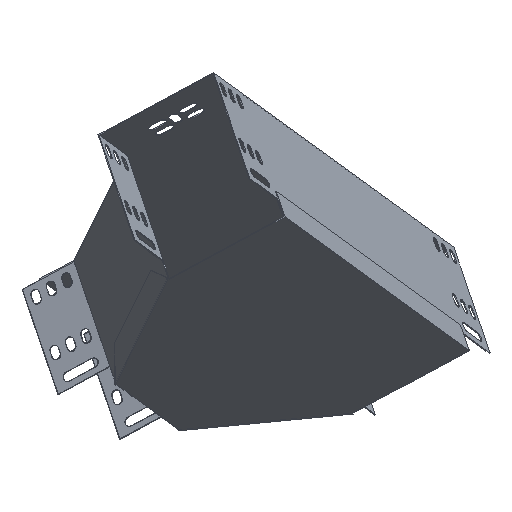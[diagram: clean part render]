
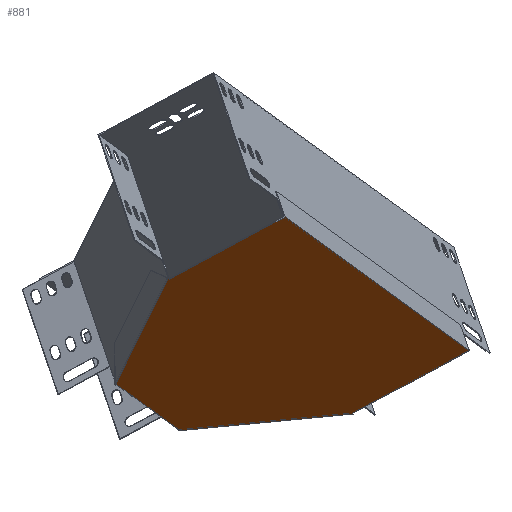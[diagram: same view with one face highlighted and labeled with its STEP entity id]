
A CAD part, front view. The second image highlights one B-rep face of the part: STEP entity #881.
In plain terms, the highlighted planar face has unit normal (0.283, -0.485, -0.827).
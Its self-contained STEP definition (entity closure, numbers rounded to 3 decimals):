
#699 = ORIENTED_EDGE ( 'NONE', *, *, #7799, .T. ) ;
#833 = ORIENTED_EDGE ( 'NONE', *, *, #4053, .F. ) ;
#881 = ADVANCED_FACE ( 'NONE', ( #9068 ), #1856, .F. ) ;
#933 = ORIENTED_EDGE ( 'NONE', *, *, #6397, .F. ) ;
#939 = CARTESIAN_POINT ( 'NONE',  ( -66.585, 275.401, 39.657 ) ) ;
#1049 = CARTESIAN_POINT ( 'NONE',  ( -66.199, 274.302, 40.434 ) ) ;
#1086 = CARTESIAN_POINT ( 'NONE',  ( -67.624, 274.966, 39.557 ) ) ;
#1380 = VECTOR ( 'NONE', #5565, 1000. ) ;
#1632 = EDGE_CURVE ( 'NONE', #4987, #6087, #5190, .T. ) ;
#1681 = VECTOR ( 'NONE', #3476, 1000. ) ;
#1846 = CARTESIAN_POINT ( 'NONE',  ( 63.561, 329.212, 52.58 ) ) ;
#1852 = CARTESIAN_POINT ( 'NONE',  ( -73.611, 79.674, 152.109 ) ) ;
#1856 = PLANE ( 'NONE',  #5152 ) ;
#2081 = CARTESIAN_POINT ( 'NONE',  ( 63.341, 329.84, 52.136 ) ) ;
#2479 = ORIENTED_EDGE ( 'NONE', *, *, #6654, .F. ) ;
#2590 = VERTEX_POINT ( 'NONE', #1049 ) ;
#2625 = CARTESIAN_POINT ( 'NONE',  ( -73.06, 79.905, 152.162 ) ) ;
#2676 = CARTESIAN_POINT ( 'NONE',  ( -131.681, 246.865, 34.144 ) ) ;
#2702 = DIRECTION ( 'NONE',  ( 0.919, 0.385, 0.088 ) ) ;
#2709 = DIRECTION ( 'NONE',  ( -0.283, 0.485, 0.827 ) ) ;
#2849 = DIRECTION ( 'NONE',  ( 0.919, 0.385, 0.088 ) ) ;
#3096 = LINE ( 'NONE', #1852, #4889 ) ;
#3442 = CARTESIAN_POINT ( 'NONE',  ( -112.037, 190.915, 73.693 ) ) ;
#3463 = DIRECTION ( 'NONE',  ( 0.276, -0.785, 0.555 ) ) ;
#3476 = DIRECTION ( 'NONE',  ( 0.845, -0.283, 0.455 ) ) ;
#3804 = VECTOR ( 'NONE', #8545, 1000. ) ;
#3845 = CARTESIAN_POINT ( 'NONE',  ( -74.346, 79.366, 152.038 ) ) ;
#3858 = CARTESIAN_POINT ( 'NONE',  ( 12.743, 51.166, 198.364 ) ) ;
#3898 = ORIENTED_EDGE ( 'NONE', *, *, #7432, .F. ) ;
#4053 = EDGE_CURVE ( 'NONE', #6712, #7695, #3096, .T. ) ;
#4211 = CARTESIAN_POINT ( 'NONE',  ( -112.588, 190.684, 73.64 ) ) ;
#4277 = LINE ( 'NONE', #10036, #3804 ) ;
#4305 = CARTESIAN_POINT ( 'NONE',  ( 149.529, 300.003, 99.115 ) ) ;
#4576 = CARTESIAN_POINT ( 'NONE',  ( -113.635, 191.264, 72.941 ) ) ;
#4796 = CARTESIAN_POINT ( 'NONE',  ( 12.067, 51.393, 198. ) ) ;
#4889 = VECTOR ( 'NONE', #2702, 1000. ) ;
#4987 = VERTEX_POINT ( 'NONE', #939 ) ;
#4991 = LINE ( 'NONE', #1846, #8838 ) ;
#5063 = CARTESIAN_POINT ( 'NONE',  ( 63.727, 328.741, 52.913 ) ) ;
#5152 = AXIS2_PLACEMENT_3D ( 'NONE', #2676, #2709, #8054 ) ;
#5190 = LINE ( 'NONE', #1086, #7463 ) ;
#5325 = CARTESIAN_POINT ( 'NONE',  ( -66.364, 274.773, 40.101 ) ) ;
#5463 = VECTOR ( 'NONE', #7609, 1000. ) ;
#5564 = VECTOR ( 'NONE', #6121, 1000. ) ;
#5565 = DIRECTION ( 'NONE',  ( -0.845, 0.283, -0.455 ) ) ;
#5575 = EDGE_CURVE ( 'NONE', #9264, #7695, #9635, .T. ) ;
#5863 = LINE ( 'NONE', #4211, #7408 ) ;
#5953 = EDGE_CURVE ( 'NONE', #8844, #8907, #7401, .T. ) ;
#5957 = LINE ( 'NONE', #4576, #5463 ) ;
#6087 = VERTEX_POINT ( 'NONE', #2081 ) ;
#6121 = DIRECTION ( 'NONE',  ( 0.276, -0.785, 0.555 ) ) ;
#6224 = EDGE_LOOP ( 'NONE', ( #9864, #3898, #6883, #9394, #7572, #933, #9054, #833, #2479, #699 ) ) ;
#6397 = EDGE_CURVE ( 'NONE', #9264, #8907, #4277, .T. ) ;
#6627 = DIRECTION ( 'NONE',  ( 0.919, 0.385, 0.088 ) ) ;
#6654 = EDGE_CURVE ( 'NONE', #6857, #6712, #5957, .T. ) ;
#6712 = VERTEX_POINT ( 'NONE', #3845 ) ;
#6857 = VERTEX_POINT ( 'NONE', #7844 ) ;
#6883 = ORIENTED_EDGE ( 'NONE', *, *, #1632, .T. ) ;
#7063 = CARTESIAN_POINT ( 'NONE',  ( -112.037, 190.915, 73.693 ) ) ;
#7401 = LINE ( 'NONE', #5063, #1681 ) ;
#7408 = VECTOR ( 'NONE', #2849, 1000. ) ;
#7432 = EDGE_CURVE ( 'NONE', #4987, #2590, #9634, .T. ) ;
#7463 = VECTOR ( 'NONE', #6627, 1000. ) ;
#7572 = ORIENTED_EDGE ( 'NONE', *, *, #5953, .T. ) ;
#7609 = DIRECTION ( 'NONE',  ( 0.276, -0.785, 0.555 ) ) ;
#7695 = VERTEX_POINT ( 'NONE', #2625 ) ;
#7785 = EDGE_CURVE ( 'NONE', #8624, #2590, #8137, .T. ) ;
#7799 = EDGE_CURVE ( 'NONE', #6857, #8624, #5863, .T. ) ;
#7844 = CARTESIAN_POINT ( 'NONE',  ( -113.323, 190.376, 73.569 ) ) ;
#8054 = DIRECTION ( 'NONE',  ( -0.455, -0.827, 0.33 ) ) ;
#8137 = LINE ( 'NONE', #3442, #9678 ) ;
#8545 = DIRECTION ( 'NONE',  ( 0.455, 0.827, -0.33 ) ) ;
#8624 = VERTEX_POINT ( 'NONE', #7063 ) ;
#8816 = CARTESIAN_POINT ( 'NONE',  ( 63.727, 328.741, 52.913 ) ) ;
#8838 = VECTOR ( 'NONE', #3463, 1000. ) ;
#8844 = VERTEX_POINT ( 'NONE', #8816 ) ;
#8907 = VERTEX_POINT ( 'NONE', #4305 ) ;
#9054 = ORIENTED_EDGE ( 'NONE', *, *, #5575, .T. ) ;
#9068 = FACE_OUTER_BOUND ( 'NONE', #6224, .T. ) ;
#9264 = VERTEX_POINT ( 'NONE', #3858 ) ;
#9394 = ORIENTED_EDGE ( 'NONE', *, *, #10029, .T. ) ;
#9515 = DIRECTION ( 'NONE',  ( 0.455, 0.827, -0.33 ) ) ;
#9634 = LINE ( 'NONE', #5325, #5564 ) ;
#9635 = LINE ( 'NONE', #4796, #1380 ) ;
#9678 = VECTOR ( 'NONE', #9515, 1000. ) ;
#9864 = ORIENTED_EDGE ( 'NONE', *, *, #7785, .T. ) ;
#10029 = EDGE_CURVE ( 'NONE', #6087, #8844, #4991, .T. ) ;
#10036 = CARTESIAN_POINT ( 'NONE',  ( 12.228, 50.23, 198.737 ) ) ;
